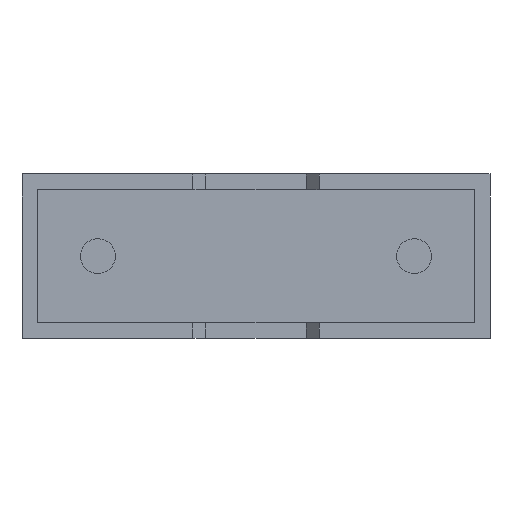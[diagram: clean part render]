
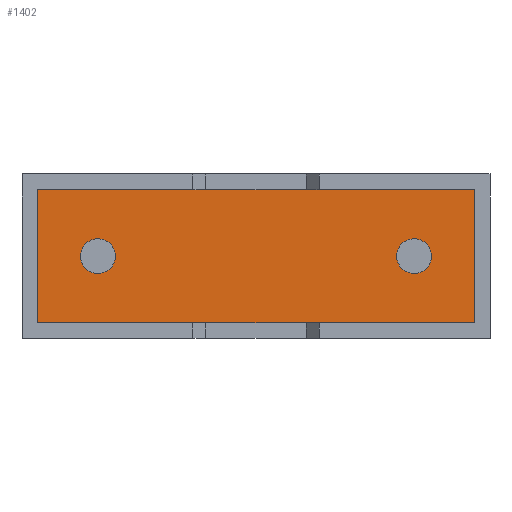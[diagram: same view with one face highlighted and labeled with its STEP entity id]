
A CAD part, front view. The second image highlights one B-rep face of the part: STEP entity #1402.
In plain terms, the highlighted planar face has unit normal (0, -1, 0).
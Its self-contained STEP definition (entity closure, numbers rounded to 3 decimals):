
#84 = ORIENTED_EDGE ( 'NONE', *, *, #1385, .F. ) ;
#105 = DIRECTION ( 'NONE',  ( 0., -1., 0. ) ) ;
#114 = CARTESIAN_POINT ( 'NONE',  ( 7.153, 0.75, 2.353 ) ) ;
#129 = VERTEX_POINT ( 'NONE', #2037 ) ;
#137 = CIRCLE ( 'NONE', #708, 0.275 ) ;
#159 = VERTEX_POINT ( 'NONE', #390 ) ;
#218 = CARTESIAN_POINT ( 'NONE',  ( 6.2, 0.75, 1.3 ) ) ;
#229 = FACE_OUTER_BOUND ( 'NONE', #1477, .T. ) ;
#252 = DIRECTION ( 'NONE',  ( 0., 0., -1. ) ) ;
#261 = VECTOR ( 'NONE', #2390, 1000. ) ;
#324 = DIRECTION ( 'NONE',  ( 0., -1., 0. ) ) ;
#390 = CARTESIAN_POINT ( 'NONE',  ( 6.2, 0.75, 1.575 ) ) ;
#403 = DIRECTION ( 'NONE',  ( 0., 0., -1. ) ) ;
#491 = CARTESIAN_POINT ( 'NONE',  ( 1.2, 0.75, 1.025 ) ) ;
#497 = PLANE ( 'NONE',  #818 ) ;
#520 = ORIENTED_EDGE ( 'NONE', *, *, #1561, .T. ) ;
#553 = EDGE_CURVE ( 'NONE', #129, #2274, #2216, .T. ) ;
#598 = CARTESIAN_POINT ( 'NONE',  ( 0.247, 0.75, 2.353 ) ) ;
#609 = DIRECTION ( 'NONE',  ( 0., 0., -1. ) ) ;
#708 = AXIS2_PLACEMENT_3D ( 'NONE', #1987, #105, #609 ) ;
#790 = DIRECTION ( 'NONE',  ( 0., 0., -1. ) ) ;
#818 = AXIS2_PLACEMENT_3D ( 'NONE', #1633, #931, #2608 ) ;
#895 = ORIENTED_EDGE ( 'NONE', *, *, #553, .T. ) ;
#901 = DIRECTION ( 'NONE',  ( 0., 0., -1. ) ) ;
#930 = FACE_BOUND ( 'NONE', #1784, .T. ) ;
#931 = DIRECTION ( 'NONE',  ( 0., -1., 0. ) ) ;
#962 = CARTESIAN_POINT ( 'NONE',  ( 1.2, 0.75, 1.3 ) ) ;
#989 = EDGE_CURVE ( 'NONE', #2161, #159, #1206, .T. ) ;
#1056 = CARTESIAN_POINT ( 'NONE',  ( 0.247, 0.75, 0.247 ) ) ;
#1061 = DIRECTION ( 'NONE',  ( 0., 0., 1. ) ) ;
#1163 = VERTEX_POINT ( 'NONE', #598 ) ;
#1206 = CIRCLE ( 'NONE', #1779, 0.275 ) ;
#1385 = EDGE_CURVE ( 'NONE', #2594, #2298, #1952, .T. ) ;
#1402 = ADVANCED_FACE ( 'NONE', ( #930, #229, #2284 ), #497, .T. ) ;
#1477 = EDGE_LOOP ( 'NONE', ( #2795, #2749, #895, #520 ) ) ;
#1509 = VECTOR ( 'NONE', #1061, 1000. ) ;
#1561 = EDGE_CURVE ( 'NONE', #2274, #1163, #2688, .T. ) ;
#1570 = ORIENTED_EDGE ( 'NONE', *, *, #1874, .F. ) ;
#1611 = AXIS2_PLACEMENT_3D ( 'NONE', #218, #2812, #901 ) ;
#1633 = CARTESIAN_POINT ( 'NONE',  ( 0., 0.75, 0. ) ) ;
#1671 = VERTEX_POINT ( 'NONE', #1056 ) ;
#1696 = CIRCLE ( 'NONE', #1611, 0.275 ) ;
#1747 = ORIENTED_EDGE ( 'NONE', *, *, #989, .F. ) ;
#1762 = CARTESIAN_POINT ( 'NONE',  ( 1.2, 0.75, 1.575 ) ) ;
#1765 = EDGE_CURVE ( 'NONE', #1163, #1671, #2914, .T. ) ;
#1779 = AXIS2_PLACEMENT_3D ( 'NONE', #2676, #324, #790 ) ;
#1784 = EDGE_LOOP ( 'NONE', ( #1570, #1747 ) ) ;
#1868 = DIRECTION ( 'NONE',  ( 0., -1., 0. ) ) ;
#1874 = EDGE_CURVE ( 'NONE', #159, #2161, #1696, .T. ) ;
#1875 = VECTOR ( 'NONE', #2165, 1000. ) ;
#1952 = CIRCLE ( 'NONE', #2985, 0.275 ) ;
#1976 = EDGE_LOOP ( 'NONE', ( #2670, #84 ) ) ;
#1987 = CARTESIAN_POINT ( 'NONE',  ( 1.2, 0.75, 1.3 ) ) ;
#2009 = EDGE_CURVE ( 'NONE', #2298, #2594, #137, .T. ) ;
#2037 = CARTESIAN_POINT ( 'NONE',  ( 7.153, 0.75, 0.247 ) ) ;
#2090 = EDGE_CURVE ( 'NONE', #1671, #129, #2501, .T. ) ;
#2101 = VECTOR ( 'NONE', #403, 1000. ) ;
#2160 = CARTESIAN_POINT ( 'NONE',  ( 7.153, 0.75, 2.353 ) ) ;
#2161 = VERTEX_POINT ( 'NONE', #2423 ) ;
#2165 = DIRECTION ( 'NONE',  ( 1., 0., 0. ) ) ;
#2216 = LINE ( 'NONE', #2701, #1509 ) ;
#2274 = VERTEX_POINT ( 'NONE', #114 ) ;
#2275 = CARTESIAN_POINT ( 'NONE',  ( 0.247, 0.75, 2.353 ) ) ;
#2284 = FACE_BOUND ( 'NONE', #1976, .T. ) ;
#2298 = VERTEX_POINT ( 'NONE', #1762 ) ;
#2390 = DIRECTION ( 'NONE',  ( -1., 0., 0. ) ) ;
#2423 = CARTESIAN_POINT ( 'NONE',  ( 6.2, 0.75, 1.025 ) ) ;
#2501 = LINE ( 'NONE', #2856, #1875 ) ;
#2594 = VERTEX_POINT ( 'NONE', #491 ) ;
#2608 = DIRECTION ( 'NONE',  ( 0., 0., -1. ) ) ;
#2670 = ORIENTED_EDGE ( 'NONE', *, *, #2009, .F. ) ;
#2676 = CARTESIAN_POINT ( 'NONE',  ( 6.2, 0.75, 1.3 ) ) ;
#2688 = LINE ( 'NONE', #2160, #261 ) ;
#2701 = CARTESIAN_POINT ( 'NONE',  ( 7.153, 0.75, 0.247 ) ) ;
#2749 = ORIENTED_EDGE ( 'NONE', *, *, #2090, .T. ) ;
#2795 = ORIENTED_EDGE ( 'NONE', *, *, #1765, .T. ) ;
#2812 = DIRECTION ( 'NONE',  ( 0., -1., 0. ) ) ;
#2856 = CARTESIAN_POINT ( 'NONE',  ( 0.247, 0.75, 0.247 ) ) ;
#2914 = LINE ( 'NONE', #2275, #2101 ) ;
#2985 = AXIS2_PLACEMENT_3D ( 'NONE', #962, #1868, #252 ) ;
